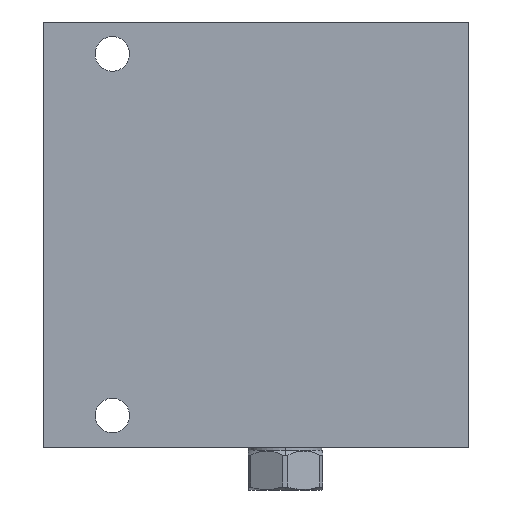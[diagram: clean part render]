
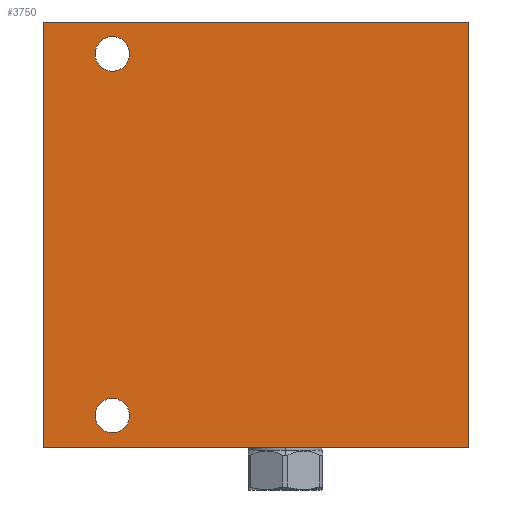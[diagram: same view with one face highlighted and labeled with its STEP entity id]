
A CAD part, left-side view. The second image highlights one B-rep face of the part: STEP entity #3750.
In plain terms, the highlighted planar face has unit normal (-1, 0, 0).
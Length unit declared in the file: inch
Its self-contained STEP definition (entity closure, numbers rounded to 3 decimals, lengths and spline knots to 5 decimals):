
#1=DIRECTION('',(0.,-1.,0.));
#2=VECTOR('',#1,5.);
#3=CARTESIAN_POINT('',(0.,0.,0.));
#4=LINE('',#3,#2);
#47=DIRECTION('',(0.,0.,1.));
#48=VECTOR('',#47,5.);
#49=CARTESIAN_POINT('',(0.,0.,0.));
#50=LINE('',#49,#48);
#51=CARTESIAN_POINT('',(0.,-0.812,4.625));
#52=DIRECTION('',(-1.,0.,0.));
#53=DIRECTION('',(0.,1.,0.));
#54=AXIS2_PLACEMENT_3D('',#51,#52,#53);
#56=CARTESIAN_POINT('',(0.,-0.812,4.625));
#57=DIRECTION('',(-1.,0.,0.));
#58=DIRECTION('',(0.,-1.,0.));
#59=AXIS2_PLACEMENT_3D('',#56,#57,#58);
#61=CARTESIAN_POINT('',(0.,-0.812,0.375));
#62=DIRECTION('',(-1.,0.,0.));
#63=DIRECTION('',(0.,1.,0.));
#64=AXIS2_PLACEMENT_3D('',#61,#62,#63);
#66=CARTESIAN_POINT('',(0.,-0.812,0.375));
#67=DIRECTION('',(-1.,0.,0.));
#68=DIRECTION('',(0.,-1.,0.));
#69=AXIS2_PLACEMENT_3D('',#66,#67,#68);
#139=DIRECTION('',(0.,0.,1.));
#140=VECTOR('',#139,5.);
#141=CARTESIAN_POINT('',(0.,-5.,0.));
#142=LINE('',#141,#140);
#163=DIRECTION('',(0.,-1.,0.));
#164=VECTOR('',#163,5.);
#165=CARTESIAN_POINT('',(0.,0.,5.));
#166=LINE('',#165,#164);
#3257=CARTESIAN_POINT('',(0.,0.,0.));
#3258=CARTESIAN_POINT('',(0.,-5.,0.));
#3259=VERTEX_POINT('',#3257);
#3260=VERTEX_POINT('',#3258);
#3265=CARTESIAN_POINT('',(0.,0.,5.));
#3266=CARTESIAN_POINT('',(0.,-5.,5.));
#3267=VERTEX_POINT('',#3265);
#3268=VERTEX_POINT('',#3266);
#3378=CARTESIAN_POINT('',(0.,-0.609,4.625));
#3379=CARTESIAN_POINT('',(0.,-1.015,4.625));
#3380=VERTEX_POINT('',#3378);
#3381=VERTEX_POINT('',#3379);
#3386=CARTESIAN_POINT('',(0.,-0.609,0.375));
#3387=CARTESIAN_POINT('',(0.,-1.015,0.375));
#3388=VERTEX_POINT('',#3386);
#3389=VERTEX_POINT('',#3387);
#3724=CARTESIAN_POINT('',(0.,0.,0.));
#3725=DIRECTION('',(-1.,0.,0.));
#3726=DIRECTION('',(0.,-1.,0.));
#3727=AXIS2_PLACEMENT_3D('',#3724,#3725,#3726);
#3728=PLANE('',#3727);
#3729=ORIENTED_EDGE('',*,*,#3695,.F.);
#3731=ORIENTED_EDGE('',*,*,#3730,.T.);
#3733=ORIENTED_EDGE('',*,*,#3732,.T.);
#3735=ORIENTED_EDGE('',*,*,#3734,.F.);
#3736=EDGE_LOOP('',(#3729,#3731,#3733,#3735));
#3737=FACE_OUTER_BOUND('',#3736,.F.);
#3739=ORIENTED_EDGE('',*,*,#3738,.T.);
#3741=ORIENTED_EDGE('',*,*,#3740,.T.);
#3742=EDGE_LOOP('',(#3739,#3741));
#3743=FACE_BOUND('',#3742,.F.);
#3745=ORIENTED_EDGE('',*,*,#3744,.T.);
#3747=ORIENTED_EDGE('',*,*,#3746,.T.);
#3748=EDGE_LOOP('',(#3745,#3747));
#3749=FACE_BOUND('',#3748,.F.);
#3750=ADVANCED_FACE('',(#3737,#3743,#3749),#3728,.T.);
#55=CIRCLE('',#54,0.203);
#60=CIRCLE('',#59,0.203);
#65=CIRCLE('',#64,0.203);
#70=CIRCLE('',#69,0.203);
#3695=EDGE_CURVE('',#3259,#3260,#4,.T.);
#3730=EDGE_CURVE('',#3259,#3267,#50,.T.);
#3732=EDGE_CURVE('',#3267,#3268,#166,.T.);
#3734=EDGE_CURVE('',#3260,#3268,#142,.T.);
#3738=EDGE_CURVE('',#3380,#3381,#55,.T.);
#3740=EDGE_CURVE('',#3381,#3380,#60,.T.);
#3744=EDGE_CURVE('',#3388,#3389,#65,.T.);
#3746=EDGE_CURVE('',#3389,#3388,#70,.T.);
